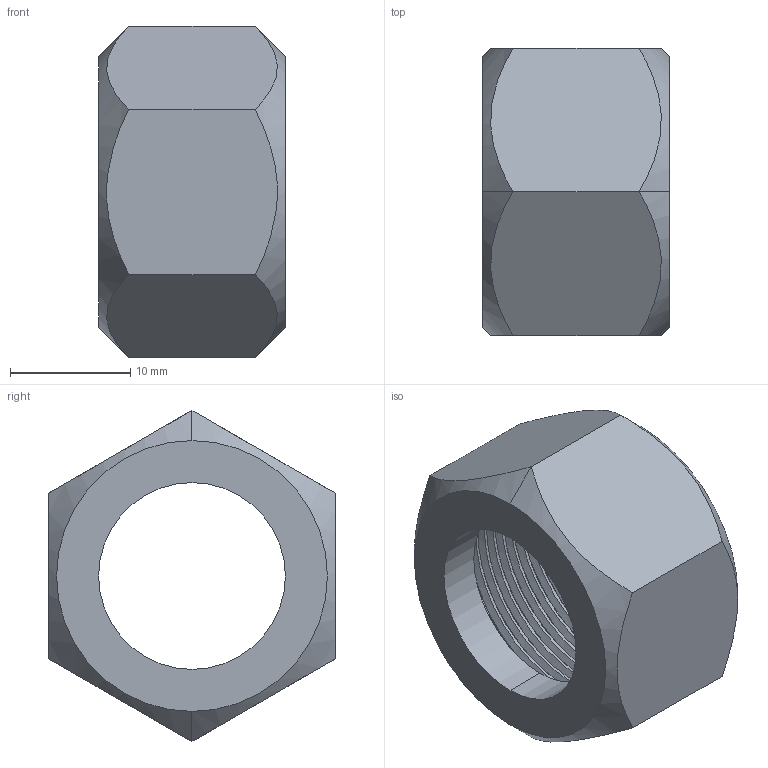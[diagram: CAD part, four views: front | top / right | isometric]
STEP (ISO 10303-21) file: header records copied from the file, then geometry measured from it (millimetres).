
FILE_DESCRIPTION (( 'STEP AP203' ), '1' );
FILE_NAME ('3D_R131M_1-2_17102710.STEP', '2024-08-15T07:45:51', ( '' ), ( '' ), 'SwSTEP 2.0', 'SolidWorks 2024', '' );
FILE_SCHEMA (( 'CONFIG_CONTROL_DESIGN' ));
Length unit declared in the file: millimetre
Products named in the file (1): 3D_R131M_1-2_17102710
Bounding box: 15.5 x 23.8 x 27.48 mm (x, y, z)
Volume: 2644.2 mm3; surface area: 3240.6 mm2
Topology: 1 solids, 1 shells, 45 faces, 118 edges, 76 vertices
Faces by surface type: cylinder 27, plane 10, cone 4, bspline 4
Entity records: 4038 total; most frequent: CARTESIAN_POINT 3040, ORIENTED_EDGE 236, DIRECTION 146, EDGE_CURVE 118, VERTEX_POINT 76, AXIS2_PLACEMENT_3D 53, EDGE_LOOP 48, FACE_OUTER_BOUND 45
